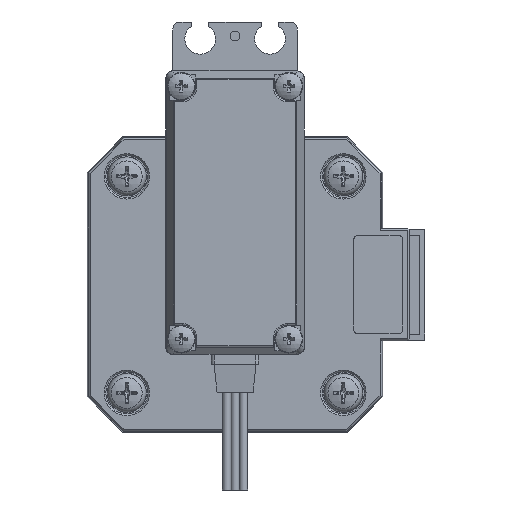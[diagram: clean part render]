
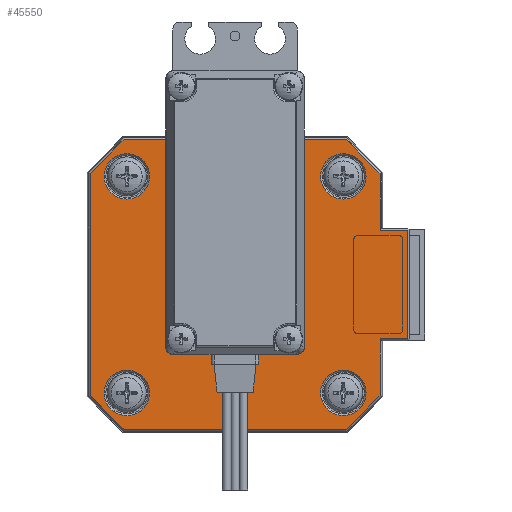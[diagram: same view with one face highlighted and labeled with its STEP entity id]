
A CAD part, front view. The second image highlights one B-rep face of the part: STEP entity #45550.
In plain terms, the highlighted face is planar.
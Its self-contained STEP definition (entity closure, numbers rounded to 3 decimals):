
#2196=FACE_BOUND('',#8215,.T.);
#2197=FACE_BOUND('',#8216,.T.);
#2198=FACE_BOUND('',#8217,.T.);
#2199=FACE_BOUND('',#8218,.T.);
#2200=FACE_BOUND('',#8219,.T.);
#2850=CIRCLE('',#48896,3.25);
#2852=CIRCLE('',#48899,3.25);
#2853=CIRCLE('',#48900,3.25);
#2854=CIRCLE('',#48901,4.5);
#2855=CIRCLE('',#48902,3.25);
#5597=FACE_OUTER_BOUND('',#8214,.T.);
#8214=EDGE_LOOP('',(#31644,#31645,#31646,#31647,#31648,#31649,#31650,#31651,
#31652,#31653,#31654,#31655));
#8215=EDGE_LOOP('',(#31656));
#8216=EDGE_LOOP('',(#31657));
#8217=EDGE_LOOP('',(#31658));
#8218=EDGE_LOOP('',(#31659));
#8219=EDGE_LOOP('',(#31660));
#11019=LINE('',#70621,#14833);
#11020=LINE('',#70623,#14834);
#11021=LINE('',#70625,#14835);
#11022=LINE('',#70627,#14836);
#11023=LINE('',#70629,#14837);
#11024=LINE('',#70631,#14838);
#11025=LINE('',#70633,#14839);
#11026=LINE('',#70635,#14840);
#11027=LINE('',#70637,#14841);
#11028=LINE('',#70639,#14842);
#11029=LINE('',#70641,#14843);
#11030=LINE('',#70642,#14844);
#14833=VECTOR('',#55683,10.);
#14834=VECTOR('',#55684,10.);
#14835=VECTOR('',#55685,10.);
#14836=VECTOR('',#55686,10.);
#14837=VECTOR('',#55687,10.);
#14838=VECTOR('',#55688,10.);
#14839=VECTOR('',#55689,10.);
#14840=VECTOR('',#55690,10.);
#14841=VECTOR('',#55691,10.);
#14842=VECTOR('',#55692,10.);
#14843=VECTOR('',#55693,10.);
#14844=VECTOR('',#55694,10.);
#18843=VERTEX_POINT('',#70614);
#18844=VERTEX_POINT('',#70619);
#18845=VERTEX_POINT('',#70620);
#18846=VERTEX_POINT('',#70622);
#18847=VERTEX_POINT('',#70624);
#18848=VERTEX_POINT('',#70626);
#18849=VERTEX_POINT('',#70628);
#18850=VERTEX_POINT('',#70630);
#18851=VERTEX_POINT('',#70632);
#18852=VERTEX_POINT('',#70634);
#18853=VERTEX_POINT('',#70636);
#18854=VERTEX_POINT('',#70638);
#18855=VERTEX_POINT('',#70640);
#18856=VERTEX_POINT('',#70643);
#18857=VERTEX_POINT('',#70645);
#18858=VERTEX_POINT('',#70647);
#18859=VERTEX_POINT('',#70649);
#23792=EDGE_CURVE('',#18843,#18843,#2850,.T.);
#23794=EDGE_CURVE('',#18844,#18845,#11019,.T.);
#23795=EDGE_CURVE('',#18846,#18844,#11020,.T.);
#23796=EDGE_CURVE('',#18847,#18846,#11021,.T.);
#23797=EDGE_CURVE('',#18848,#18847,#11022,.T.);
#23798=EDGE_CURVE('',#18849,#18848,#11023,.T.);
#23799=EDGE_CURVE('',#18850,#18849,#11024,.T.);
#23800=EDGE_CURVE('',#18851,#18850,#11025,.T.);
#23801=EDGE_CURVE('',#18852,#18851,#11026,.T.);
#23802=EDGE_CURVE('',#18853,#18852,#11027,.T.);
#23803=EDGE_CURVE('',#18854,#18853,#11028,.T.);
#23804=EDGE_CURVE('',#18855,#18854,#11029,.T.);
#23805=EDGE_CURVE('',#18845,#18855,#11030,.T.);
#23806=EDGE_CURVE('',#18856,#18856,#2852,.T.);
#23807=EDGE_CURVE('',#18857,#18857,#2853,.T.);
#23808=EDGE_CURVE('',#18858,#18858,#2854,.T.);
#23809=EDGE_CURVE('',#18859,#18859,#2855,.T.);
#31644=ORIENTED_EDGE('',*,*,#23794,.F.);
#31645=ORIENTED_EDGE('',*,*,#23795,.F.);
#31646=ORIENTED_EDGE('',*,*,#23796,.F.);
#31647=ORIENTED_EDGE('',*,*,#23797,.F.);
#31648=ORIENTED_EDGE('',*,*,#23798,.F.);
#31649=ORIENTED_EDGE('',*,*,#23799,.F.);
#31650=ORIENTED_EDGE('',*,*,#23800,.F.);
#31651=ORIENTED_EDGE('',*,*,#23801,.F.);
#31652=ORIENTED_EDGE('',*,*,#23802,.F.);
#31653=ORIENTED_EDGE('',*,*,#23803,.F.);
#31654=ORIENTED_EDGE('',*,*,#23804,.F.);
#31655=ORIENTED_EDGE('',*,*,#23805,.F.);
#31656=ORIENTED_EDGE('',*,*,#23806,.F.);
#31657=ORIENTED_EDGE('',*,*,#23807,.F.);
#31658=ORIENTED_EDGE('',*,*,#23808,.T.);
#31659=ORIENTED_EDGE('',*,*,#23809,.F.);
#31660=ORIENTED_EDGE('',*,*,#23792,.F.);
#44240=PLANE('',#48898);
#45550=ADVANCED_FACE('',(#5597,#2196,#2197,#2198,#2199,#2200),#44240,.T.);
#48896=AXIS2_PLACEMENT_3D('',#70616,#55677,#55678);
#48898=AXIS2_PLACEMENT_3D('',#70618,#55681,#55682);
#48899=AXIS2_PLACEMENT_3D('',#70644,#55695,#55696);
#48900=AXIS2_PLACEMENT_3D('',#70646,#55697,#55698);
#48901=AXIS2_PLACEMENT_3D('',#70648,#55699,#55700);
#48902=AXIS2_PLACEMENT_3D('',#70650,#55701,#55702);
#55677=DIRECTION('center_axis',(0.,1.,0.));
#55678=DIRECTION('ref_axis',(-1.,0.,0.));
#55681=DIRECTION('center_axis',(0.,1.,0.));
#55682=DIRECTION('ref_axis',(0.,0.,1.));
#55683=DIRECTION('',(0.,0.,1.));
#55684=DIRECTION('',(-1.,0.,0.));
#55685=DIRECTION('',(0.,0.,1.));
#55686=DIRECTION('',(1.,0.,0.));
#55687=DIRECTION('',(0.,0.,1.));
#55688=DIRECTION('',(0.707,0.,0.707));
#55689=DIRECTION('',(1.,0.,0.));
#55690=DIRECTION('',(0.707,0.,-0.707));
#55691=DIRECTION('',(0.,0.,-1.));
#55692=DIRECTION('',(-0.707,0.,-0.707));
#55693=DIRECTION('',(-1.,0.,0.));
#55694=DIRECTION('',(-0.707,0.,0.707));
#55695=DIRECTION('center_axis',(0.,1.,0.));
#55696=DIRECTION('ref_axis',(-1.,0.,0.));
#55697=DIRECTION('center_axis',(0.,1.,0.));
#55698=DIRECTION('ref_axis',(-1.,0.,0.));
#55699=DIRECTION('center_axis',(0.,-1.,0.));
#55700=DIRECTION('ref_axis',(1.,0.,0.));
#55701=DIRECTION('center_axis',(0.,1.,0.));
#55702=DIRECTION('ref_axis',(-1.,0.,0.));
#70614=CARTESIAN_POINT('',(-12.25,0.,15.5));
#70616=CARTESIAN_POINT('Origin',(-15.5,0.,15.5));
#70618=CARTESIAN_POINT('Origin',(0.,0.,0.));
#70619=CARTESIAN_POINT('',(20.75,0.,7.75));
#70620=CARTESIAN_POINT('',(20.75,0.,15.896));
#70621=CARTESIAN_POINT('',(20.75,0.,8.));
#70622=CARTESIAN_POINT('',(24.75,0.,7.75));
#70623=CARTESIAN_POINT('',(10.5,0.,7.75));
#70624=CARTESIAN_POINT('',(24.75,0.,-7.75));
#70625=CARTESIAN_POINT('',(24.75,0.,-4.));
#70626=CARTESIAN_POINT('',(20.75,0.,-7.75));
#70627=CARTESIAN_POINT('',(10.5,0.,-7.75));
#70628=CARTESIAN_POINT('',(20.75,0.,-15.896));
#70629=CARTESIAN_POINT('',(20.75,0.,8.));
#70630=CARTESIAN_POINT('',(15.896,0.,-20.75));
#70631=CARTESIAN_POINT('',(19.573,0.,-17.073));
#70632=CARTESIAN_POINT('',(-15.896,0.,-20.75));
#70633=CARTESIAN_POINT('',(8.,0.,-20.75));
#70634=CARTESIAN_POINT('',(-20.75,0.,-15.896));
#70635=CARTESIAN_POINT('',(-17.073,0.,-19.573));
#70636=CARTESIAN_POINT('',(-20.75,0.,15.896));
#70637=CARTESIAN_POINT('',(-20.75,0.,-8.));
#70638=CARTESIAN_POINT('',(-15.896,0.,20.75));
#70639=CARTESIAN_POINT('',(-19.573,0.,17.073));
#70640=CARTESIAN_POINT('',(15.896,0.,20.75));
#70641=CARTESIAN_POINT('',(-8.,0.,20.75));
#70642=CARTESIAN_POINT('',(17.073,0.,19.573));
#70643=CARTESIAN_POINT('',(18.75,0.,15.5));
#70644=CARTESIAN_POINT('Origin',(15.5,0.,15.5));
#70645=CARTESIAN_POINT('',(-12.25,0.,-15.5));
#70646=CARTESIAN_POINT('Origin',(-15.5,0.,-15.5));
#70647=CARTESIAN_POINT('',(-4.5,0.,0.));
#70648=CARTESIAN_POINT('Origin',(0.,0.,0.));
#70649=CARTESIAN_POINT('',(18.75,0.,-15.5));
#70650=CARTESIAN_POINT('Origin',(15.5,0.,-15.5));
